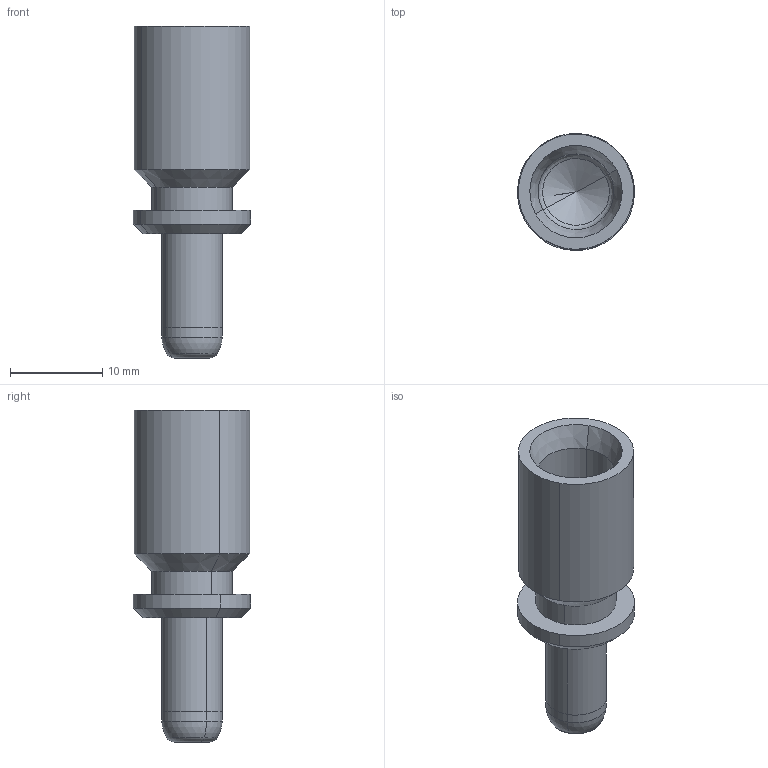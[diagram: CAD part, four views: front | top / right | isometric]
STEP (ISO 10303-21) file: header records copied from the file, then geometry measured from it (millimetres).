
FILE_DESCRIPTION(('CATIA V5 STEP Exchange','CAx-IF Rec.Pracs.--- Model Styling and Organization---1.4--- 2014-01-23'),'2;1');
FILE_NAME ('13284376_3', '2019-08-26T07:13:31+00:00', ('none'), ('Weidmueller'), 'CATIA Version 5-6 Release 2016 SP3 HF44', 'CATIA V5 STEP AP214', 'none');
FILE_SCHEMA(('AUTOMOTIVE_DESIGN { 1 0 10303 214 1 1 1 1 }'));
Length unit declared in the file: millimetre
Products named in the file (1): 1435780000
Bounding box: 12.7 x 12.7 x 36 mm (x, y, z)
Volume: 2001 mm3; surface area: 1852.2 mm2
Topology: 1 solids, 1 shells, 30 faces, 60 edges, 33 vertices
Faces by surface type: cylinder 12, cone 8, torus 4, plane 4, sphere 2
Entity records: 678 total; most frequent: ORIENTED_EDGE 116, CARTESIAN_POINT 108, DIRECTION 90, EDGE_CURVE 58, AXIS2_PLACEMENT_3D 55, CIRCLE 38, EDGE_LOOP 33, VERTEX_POINT 33
